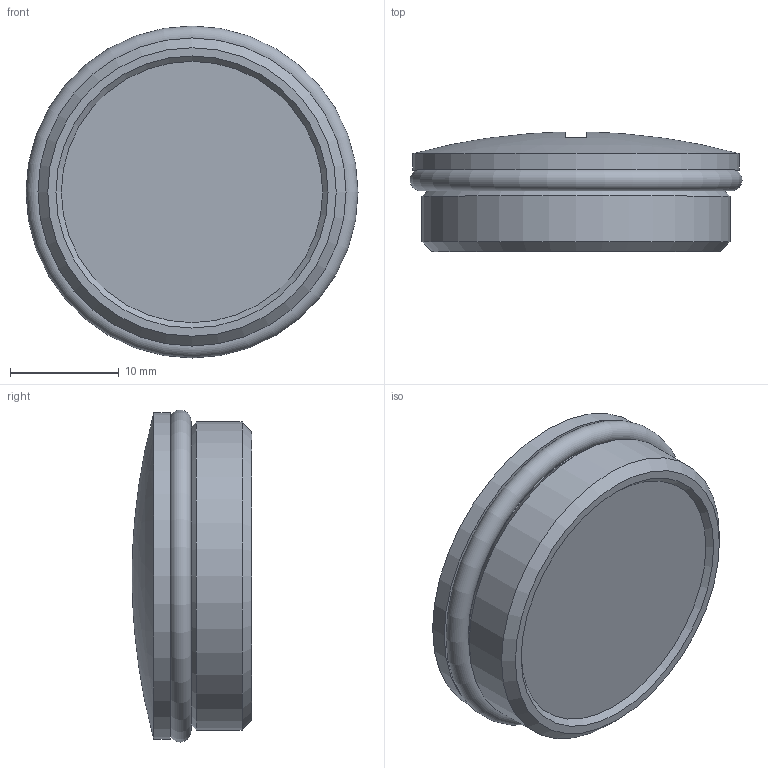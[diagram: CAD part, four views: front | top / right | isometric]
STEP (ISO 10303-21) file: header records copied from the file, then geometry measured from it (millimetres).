
FILE_DESCRIPTION(/* description */ (''),/* implementation_level */ '2;1');
FILE_NAME(/* name */ '',/* time_stamp */ '2025-07-24T10:50:00+07:00',/* author */ ('zeta-86'),/* organization */ (''),/* preprocessor_version */ 'ST-DEVELOPER v19.2',/* originating_system */ 'Autodesk Inventor 2024',/* authorisation */ '');
FILE_SCHEMA (('AUTOMOTIVE_DESIGN { 1 0 10303 214 3 1 1 }'));
Length unit declared in the file: millimetre
Products named in the file (1): Деталь23
Bounding box: 30.5 x 10.99 x 30.5 mm (x, y, z)
Volume: 6320.9 mm3; surface area: 2521.7 mm2
Topology: 1 solids, 1 shells, 14 faces, 30 edges, 20 vertices
Faces by surface type: plane 5, cylinder 4, cone 3, bspline 1, torus 1
Full cylindrical faces by diameter (mm): 26.5 x1, 28.3 x1, 30 x1
Entity records: 473 total; most frequent: CARTESIAN_POINT 117, DIRECTION 72, ORIENTED_EDGE 60, AXIS2_PLACEMENT_3D 33, EDGE_CURVE 30, VERTEX_POINT 20, CIRCLE 19, EDGE_LOOP 16
